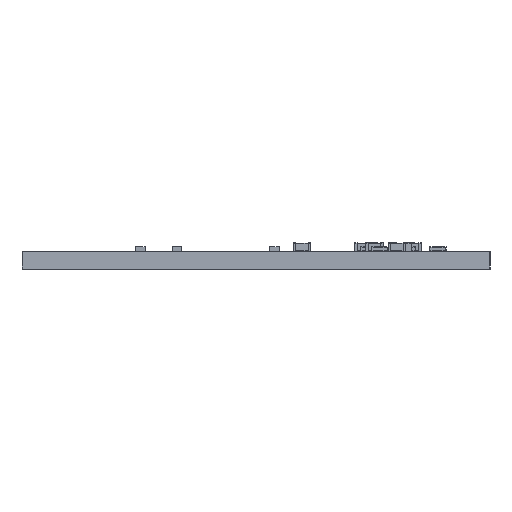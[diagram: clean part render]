
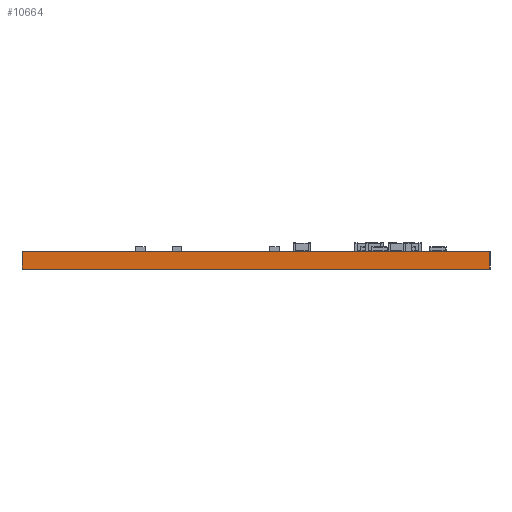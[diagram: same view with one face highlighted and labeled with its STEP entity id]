
A CAD part, left-side view. The second image highlights one B-rep face of the part: STEP entity #10664.
In plain terms, the highlighted planar face has unit normal (-1, 0, 0).
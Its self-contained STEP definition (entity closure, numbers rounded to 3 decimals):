
#10664 = ADVANCED_FACE('',(#10665),#10699,.T.);
#10665 = FACE_BOUND('',#10666,.T.);
#10666 = EDGE_LOOP('',(#10667,#10677,#10685,#10693));
#10667 = ORIENTED_EDGE('',*,*,#10668,.T.);
#10668 = EDGE_CURVE('',#10669,#10671,#10673,.T.);
#10669 = VERTEX_POINT('',#10670);
#10670 = CARTESIAN_POINT('',(101.5,-83.75,0.));
#10671 = VERTEX_POINT('',#10672);
#10672 = CARTESIAN_POINT('',(101.5,-83.75,-1.6));
#10673 = LINE('',#10674,#10675);
#10674 = CARTESIAN_POINT('',(101.5,-83.75,0.));
#10675 = VECTOR('',#10676,1.);
#10676 = DIRECTION('',(0.,0.,-1.));
#10677 = ORIENTED_EDGE('',*,*,#10678,.T.);
#10678 = EDGE_CURVE('',#10671,#10679,#10681,.T.);
#10679 = VERTEX_POINT('',#10680);
#10680 = CARTESIAN_POINT('',(101.5,-126.25,-1.6));
#10681 = LINE('',#10682,#10683);
#10682 = CARTESIAN_POINT('',(101.5,-83.75,-1.6));
#10683 = VECTOR('',#10684,1.);
#10684 = DIRECTION('',(0.,-1.,0.));
#10685 = ORIENTED_EDGE('',*,*,#10686,.F.);
#10686 = EDGE_CURVE('',#10687,#10679,#10689,.T.);
#10687 = VERTEX_POINT('',#10688);
#10688 = CARTESIAN_POINT('',(101.5,-126.25,0.));
#10689 = LINE('',#10690,#10691);
#10690 = CARTESIAN_POINT('',(101.5,-126.25,0.));
#10691 = VECTOR('',#10692,1.);
#10692 = DIRECTION('',(0.,0.,-1.));
#10693 = ORIENTED_EDGE('',*,*,#10694,.F.);
#10694 = EDGE_CURVE('',#10669,#10687,#10695,.T.);
#10695 = LINE('',#10696,#10697);
#10696 = CARTESIAN_POINT('',(101.5,-83.75,0.));
#10697 = VECTOR('',#10698,1.);
#10698 = DIRECTION('',(0.,-1.,0.));
#10699 = PLANE('',#10700);
#10700 = AXIS2_PLACEMENT_3D('',#10701,#10702,#10703);
#10701 = CARTESIAN_POINT('',(101.5,-83.75,0.));
#10702 = DIRECTION('',(-1.,0.,0.));
#10703 = DIRECTION('',(0.,-1.,0.));
